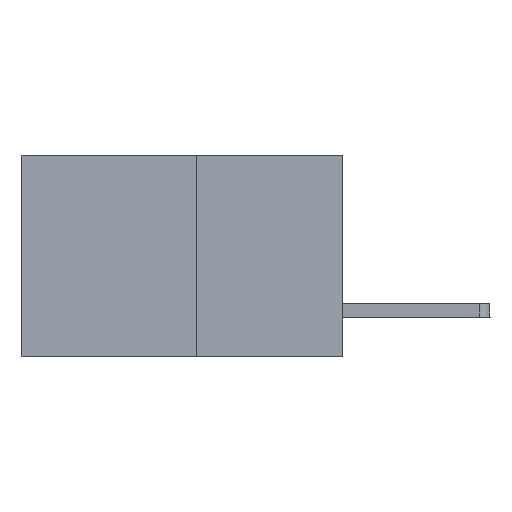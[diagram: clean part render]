
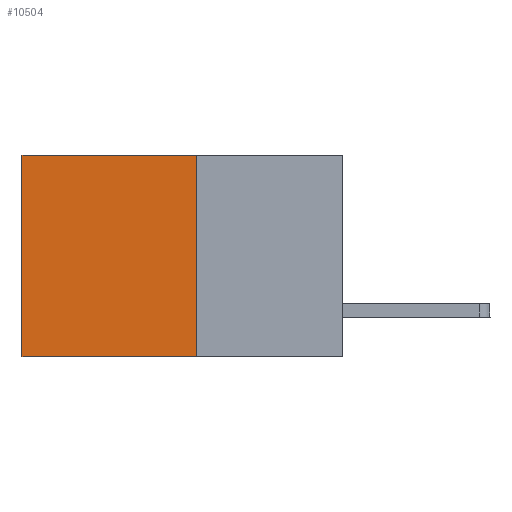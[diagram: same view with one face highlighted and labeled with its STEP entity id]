
A CAD part, left-side view. The second image highlights one B-rep face of the part: STEP entity #10504.
In plain terms, the highlighted planar face has unit normal (-1, 0, 0).
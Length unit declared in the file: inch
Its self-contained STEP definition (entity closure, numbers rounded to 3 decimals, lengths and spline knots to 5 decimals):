
#438 = EDGE_CURVE ( 'NONE', #7396, #1246, #8575, .T. ) ;
#703 = ORIENTED_EDGE ( 'NONE', *, *, #438, .F. ) ;
#1025 = CARTESIAN_POINT ( 'NONE',  ( 0.277, 0.59, -0.37 ) ) ;
#1188 = DIRECTION ( 'NONE',  ( 0., 0., -1. ) ) ;
#1246 = VERTEX_POINT ( 'NONE', #1025 ) ;
#1368 = CARTESIAN_POINT ( 'NONE',  ( 0.277, 0.59, -0.37 ) ) ;
#1478 = DIRECTION ( 'NONE',  ( 0., 1., 0. ) ) ;
#1648 = CARTESIAN_POINT ( 'NONE',  ( 0.277, 0.27, -0.37 ) ) ;
#1964 = DIRECTION ( 'NONE',  ( 0., 0., -1. ) ) ;
#2147 = DIRECTION ( 'NONE',  ( 1., 0., 0. ) ) ;
#2550 = VERTEX_POINT ( 'NONE', #4608 ) ;
#3040 = VECTOR ( 'NONE', #3141, 39.37008 ) ;
#3081 = LINE ( 'NONE', #6771, #3040 ) ;
#3141 = DIRECTION ( 'NONE',  ( 0., 0., -1. ) ) ;
#3928 = VECTOR ( 'NONE', #5677, 39.37008 ) ;
#4439 = EDGE_LOOP ( 'NONE', ( #10254, #703, #10013, #6594 ) ) ;
#4608 = CARTESIAN_POINT ( 'NONE',  ( 0.277, 0.59, 0. ) ) ;
#4750 = PLANE ( 'NONE',  #4764 ) ;
#4764 = AXIS2_PLACEMENT_3D ( 'NONE', #8375, #2147, #1964 ) ;
#5677 = DIRECTION ( 'NONE',  ( 0., 1., 0. ) ) ;
#5803 = LINE ( 'NONE', #1368, #7456 ) ;
#6594 = ORIENTED_EDGE ( 'NONE', *, *, #6851, .T. ) ;
#6771 = CARTESIAN_POINT ( 'NONE',  ( 0.277, 0.27, -0.37 ) ) ;
#6792 = VECTOR ( 'NONE', #1478, 39.37008 ) ;
#6803 = FACE_OUTER_BOUND ( 'NONE', #4439, .T. ) ;
#6851 = EDGE_CURVE ( 'NONE', #7695, #2550, #10570, .T. ) ;
#7396 = VERTEX_POINT ( 'NONE', #1648 ) ;
#7456 = VECTOR ( 'NONE', #1188, 39.37008 ) ;
#7695 = VERTEX_POINT ( 'NONE', #9691 ) ;
#8375 = CARTESIAN_POINT ( 'NONE',  ( 0.277, 0.27, -0.37 ) ) ;
#8575 = LINE ( 'NONE', #10276, #3928 ) ;
#9691 = CARTESIAN_POINT ( 'NONE',  ( 0.277, 0.27, 0. ) ) ;
#10013 = ORIENTED_EDGE ( 'NONE', *, *, #11522, .F. ) ;
#10210 = EDGE_CURVE ( 'NONE', #2550, #1246, #5803, .T. ) ;
#10254 = ORIENTED_EDGE ( 'NONE', *, *, #10210, .T. ) ;
#10276 = CARTESIAN_POINT ( 'NONE',  ( 0.277, 0.27, -0.37 ) ) ;
#10504 = ADVANCED_FACE ( 'NONE', ( #6803 ), #4750, .F. ) ;
#10570 = LINE ( 'NONE', #11659, #6792 ) ;
#11522 = EDGE_CURVE ( 'NONE', #7695, #7396, #3081, .T. ) ;
#11659 = CARTESIAN_POINT ( 'NONE',  ( 0.277, 0.27, 0. ) ) ;
